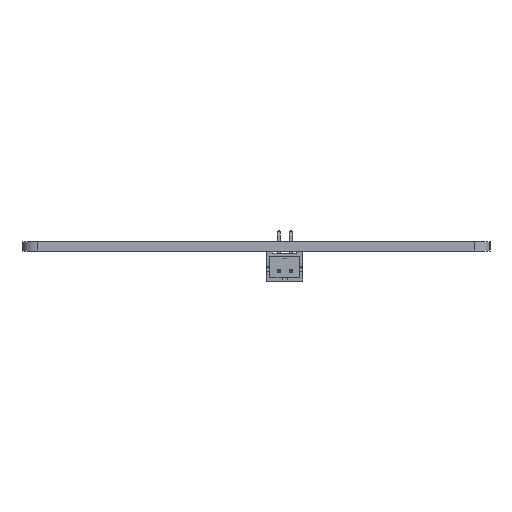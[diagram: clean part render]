
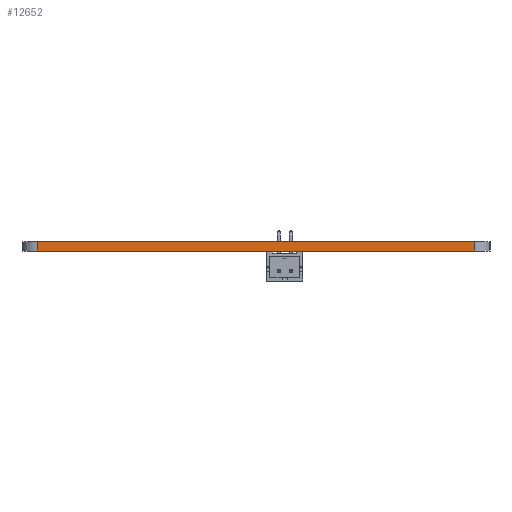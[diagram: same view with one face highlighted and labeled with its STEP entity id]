
A CAD part, left-side view. The second image highlights one B-rep face of the part: STEP entity #12652.
In plain terms, the highlighted planar face has unit normal (-1, 0, 0).
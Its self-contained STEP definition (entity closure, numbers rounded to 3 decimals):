
#3663 = VERTEX_POINT('',#3664);
#3664 = CARTESIAN_POINT('',(15.,-62.5,0.));
#3671 = EDGE_CURVE('',#3672,#3663,#3674,.T.);
#3672 = VERTEX_POINT('',#3673);
#3673 = CARTESIAN_POINT('',(15.,-133.7,0.));
#3674 = LINE('',#3675,#3676);
#3675 = CARTESIAN_POINT('',(15.,-133.7,0.));
#3676 = VECTOR('',#3677,1.);
#3677 = DIRECTION('',(0.,1.,0.));
#8144 = VERTEX_POINT('',#8145);
#8145 = CARTESIAN_POINT('',(15.,-62.5,1.51));
#8152 = EDGE_CURVE('',#8153,#8144,#8155,.T.);
#8153 = VERTEX_POINT('',#8154);
#8154 = CARTESIAN_POINT('',(15.,-133.7,1.51));
#8155 = LINE('',#8156,#8157);
#8156 = CARTESIAN_POINT('',(15.,-133.7,1.51));
#8157 = VECTOR('',#8158,1.);
#8158 = DIRECTION('',(0.,1.,0.));
#12622 = EDGE_CURVE('',#3663,#8144,#12623,.T.);
#12623 = LINE('',#12624,#12625);
#12624 = CARTESIAN_POINT('',(15.,-62.5,0.));
#12625 = VECTOR('',#12626,1.);
#12626 = DIRECTION('',(0.,0.,1.));
#12652 = ADVANCED_FACE('',(#12653),#12664,.T.);
#12653 = FACE_BOUND('',#12654,.T.);
#12654 = EDGE_LOOP('',(#12655,#12661,#12662,#12663));
#12655 = ORIENTED_EDGE('',*,*,#12656,.T.);
#12656 = EDGE_CURVE('',#3672,#8153,#12657,.T.);
#12657 = LINE('',#12658,#12659);
#12658 = CARTESIAN_POINT('',(15.,-133.7,0.));
#12659 = VECTOR('',#12660,1.);
#12660 = DIRECTION('',(0.,0.,1.));
#12661 = ORIENTED_EDGE('',*,*,#8152,.T.);
#12662 = ORIENTED_EDGE('',*,*,#12622,.F.);
#12663 = ORIENTED_EDGE('',*,*,#3671,.F.);
#12664 = PLANE('',#12665);
#12665 = AXIS2_PLACEMENT_3D('',#12666,#12667,#12668);
#12666 = CARTESIAN_POINT('',(15.,-133.7,0.));
#12667 = DIRECTION('',(-1.,0.,0.));
#12668 = DIRECTION('',(0.,1.,0.));
